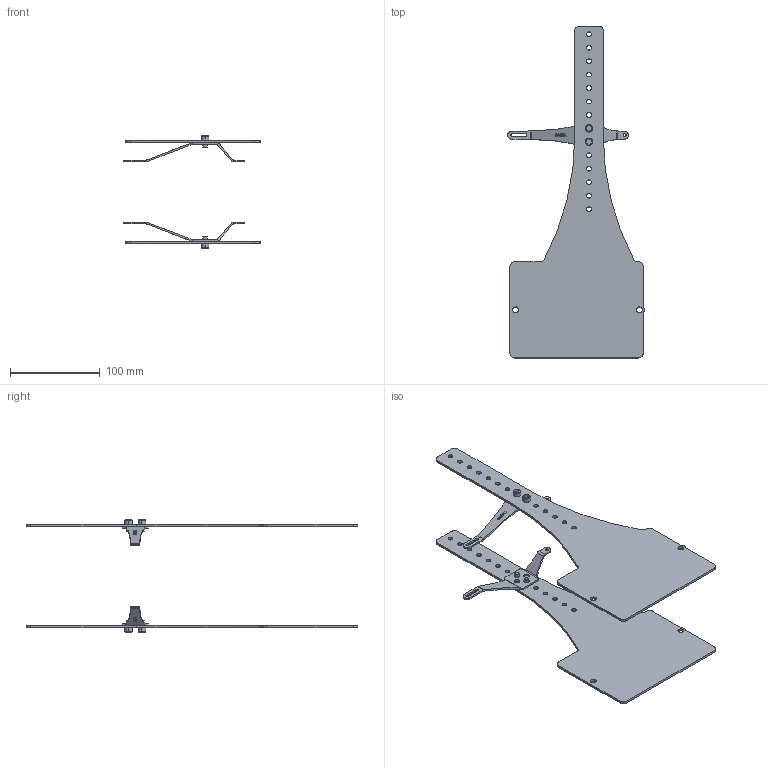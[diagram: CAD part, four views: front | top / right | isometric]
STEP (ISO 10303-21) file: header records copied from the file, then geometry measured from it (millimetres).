
FILE_DESCRIPTION((''),'2;1');
FILE_NAME('155387_SW','2011-05-05T',('banengservice'),('BANNER ENGINEERING'),'PRO/ENGINEER BY PARAMETRIC TECHNOLOGY CORPORATION, 2009141','PRO/ENGINEER BY PARAMETRIC TECHNOLOGY CORPORATION, 2009141','');
FILE_SCHEMA(('CONFIG_CONTROL_DESIGN'));
Length unit declared in the file: inch
Products named in the file (1): 155387_SW
Bounding box: 152.43 x 370 x 125.21 mm (x, y, z)
Volume: 152586.7 mm3; surface area: 123325.2 mm2
Topology: 2 solids, 2 shells, 738 faces, 2002 edges, 1308 vertices
Faces by surface type: plane 532, cylinder 158, bspline 32, cone 16
Entity records: 25480 total; most frequent: CARTESIAN_POINT 6660, ORIENTED_EDGE 4004, DIRECTION 3650, EDGE_CURVE 2002, VECTOR 1638, LINE 1638, VERTEX_POINT 1308, AXIS2_PLACEMENT_3D 1006
